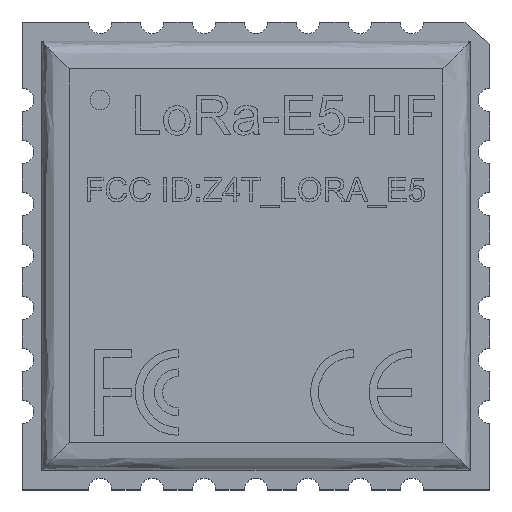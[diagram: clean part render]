
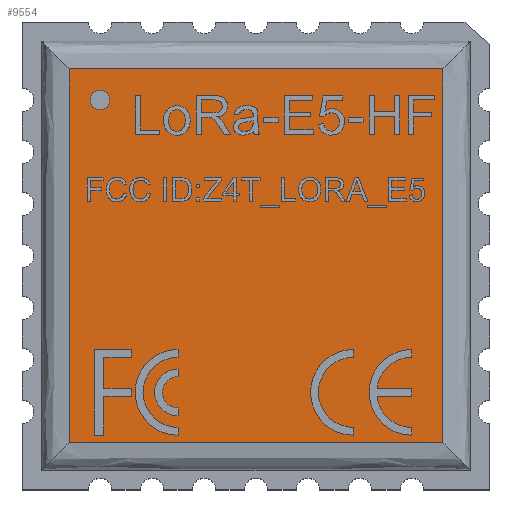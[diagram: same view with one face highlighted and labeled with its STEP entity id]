
A CAD part, top view. The second image highlights one B-rep face of the part: STEP entity #9554.
In plain terms, the highlighted planar face has unit normal (0, 0, 1).
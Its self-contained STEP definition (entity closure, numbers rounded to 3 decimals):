
#13=B_SPLINE_CURVE_WITH_KNOTS('',3,(#12763,#12764,#12765,#12766),
 .UNSPECIFIED.,.F.,.F.,(4,4),(-1.029,-0.071),
 .UNSPECIFIED.);
#17=B_SPLINE_CURVE_WITH_KNOTS('',3,(#12830,#12831,#12832,#12833),
 .UNSPECIFIED.,.F.,.F.,(4,4),(-1.029,-0.071),
 .UNSPECIFIED.);
#20=B_SPLINE_CURVE_WITH_KNOTS('',3,(#12882,#12883,#12884,#12885),
 .UNSPECIFIED.,.F.,.F.,(4,4),(-1.029,-0.071),
 .UNSPECIFIED.);
#24=B_SPLINE_CURVE_WITH_KNOTS('',3,(#12937,#12938,#12939,#12940),
 .UNSPECIFIED.,.F.,.F.,(4,4),(-1.029,-0.071),
 .UNSPECIFIED.);
#603=FACE_BOUND('',#1456,.T.);
#712=CIRCLE('',#10204,0.25);
#903=FACE_OUTER_BOUND('',#1455,.T.);
#1455=EDGE_LOOP('',(#6686,#6687,#6688,#6689));
#1456=EDGE_LOOP('',(#6690));
#4017=VERTEX_POINT('',#12730);
#4018=VERTEX_POINT('',#12761);
#4019=VERTEX_POINT('',#12762);
#4022=VERTEX_POINT('',#12829);
#4024=VERTEX_POINT('',#12881);
#5036=EDGE_CURVE('',#4017,#4017,#712,.T.);
#5038=EDGE_CURVE('',#4018,#4019,#13,.T.);
#5042=EDGE_CURVE('',#4019,#4022,#17,.T.);
#5045=EDGE_CURVE('',#4022,#4024,#20,.T.);
#5049=EDGE_CURVE('',#4024,#4018,#24,.T.);
#6686=ORIENTED_EDGE('',*,*,#5038,.F.);
#6687=ORIENTED_EDGE('',*,*,#5049,.F.);
#6688=ORIENTED_EDGE('',*,*,#5045,.F.);
#6689=ORIENTED_EDGE('',*,*,#5042,.F.);
#6690=ORIENTED_EDGE('',*,*,#5036,.T.);
#9203=PLANE('',#10207);
#9554=ADVANCED_FACE('',(#903,#603),#9203,.T.);
#10204=AXIS2_PLACEMENT_3D('',#12731,#10891,#10892);
#10207=AXIS2_PLACEMENT_3D('',#12946,#10901,#10902);
#10891=DIRECTION('center_axis',(0.,0.,-1.));
#10892=DIRECTION('ref_axis',(-1.,0.,0.));
#10901=DIRECTION('center_axis',(0.,0.,1.));
#10902=DIRECTION('ref_axis',(1.,0.,0.));
#12730=CARTESIAN_POINT('',(-3.75,4.,2.5));
#12731=CARTESIAN_POINT('Origin',(-4.,4.,2.5));
#12761=CARTESIAN_POINT('',(4.793,4.793,2.5));
#12762=CARTESIAN_POINT('',(4.793,-4.793,2.5));
#12763=CARTESIAN_POINT('Ctrl Pts',(4.793,4.793,2.5));
#12764=CARTESIAN_POINT('Ctrl Pts',(4.793,1.598,2.5));
#12765=CARTESIAN_POINT('Ctrl Pts',(4.793,-1.598,2.5));
#12766=CARTESIAN_POINT('Ctrl Pts',(4.793,-4.793,2.5));
#12829=CARTESIAN_POINT('',(-4.793,-4.793,2.5));
#12830=CARTESIAN_POINT('Ctrl Pts',(4.793,-4.793,2.5));
#12831=CARTESIAN_POINT('Ctrl Pts',(1.598,-4.793,2.5));
#12832=CARTESIAN_POINT('Ctrl Pts',(-1.598,-4.793,
2.5));
#12833=CARTESIAN_POINT('Ctrl Pts',(-4.793,-4.793,
2.5));
#12881=CARTESIAN_POINT('',(-4.793,4.793,2.5));
#12882=CARTESIAN_POINT('Ctrl Pts',(-4.793,-4.793,
2.5));
#12883=CARTESIAN_POINT('Ctrl Pts',(-4.793,-1.598,
2.5));
#12884=CARTESIAN_POINT('Ctrl Pts',(-4.793,1.598,2.5));
#12885=CARTESIAN_POINT('Ctrl Pts',(-4.793,4.793,2.5));
#12937=CARTESIAN_POINT('Ctrl Pts',(-4.793,4.793,2.5));
#12938=CARTESIAN_POINT('Ctrl Pts',(-1.598,4.793,2.5));
#12939=CARTESIAN_POINT('Ctrl Pts',(1.598,4.793,2.5));
#12940=CARTESIAN_POINT('Ctrl Pts',(4.793,4.793,2.5));
#12946=CARTESIAN_POINT('Origin',(0.,0.,2.5));
